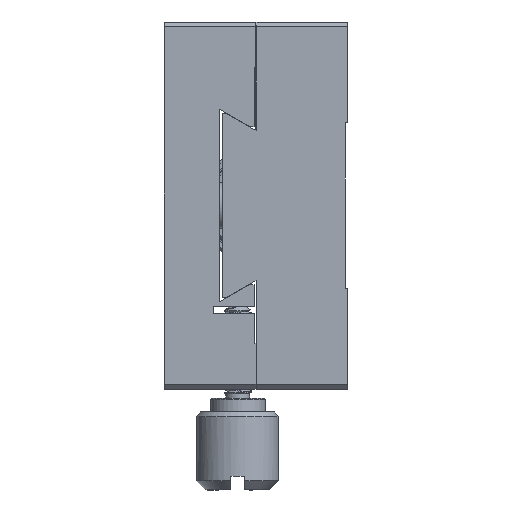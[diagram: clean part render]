
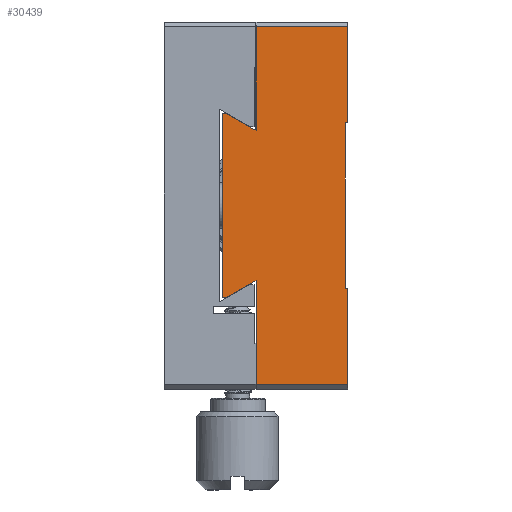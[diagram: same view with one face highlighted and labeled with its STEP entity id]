
A CAD part, left-side view. The second image highlights one B-rep face of the part: STEP entity #30439.
In plain terms, the highlighted planar face has unit normal (-1, 0, 0).
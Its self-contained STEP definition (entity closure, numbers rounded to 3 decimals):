
#1879 = ORIENTED_EDGE ( 'NONE', *, *, #60683, .T. ) ;
#4219 = VERTEX_POINT ( 'NONE', #25862 ) ;
#4946 = LINE ( 'NONE', #59363, #12574 ) ;
#5344 = EDGE_CURVE ( 'NONE', #40117, #5725, #29500, .T. ) ;
#5725 = VERTEX_POINT ( 'NONE', #23933 ) ;
#6244 = CARTESIAN_POINT ( 'NONE',  ( -15.678, 47.356, 69.355 ) ) ;
#6704 = VERTEX_POINT ( 'NONE', #36567 ) ;
#7352 = CARTESIAN_POINT ( 'NONE',  ( -15.678, 60.236, 70.382 ) ) ;
#7552 = VERTEX_POINT ( 'NONE', #52556 ) ;
#8447 = DIRECTION ( 'NONE',  ( 0., 0., -1. ) ) ;
#12574 = VECTOR ( 'NONE', #30589, 1000. ) ;
#12789 = DIRECTION ( 'NONE',  ( 0., 0.866, -0.5 ) ) ;
#13710 = CARTESIAN_POINT ( 'NONE',  ( -15.678, 47.356, 69.355 ) ) ;
#14237 = VERTEX_POINT ( 'NONE', #21200 ) ;
#14506 = PLANE ( 'NONE',  #45902 ) ;
#15514 = VECTOR ( 'NONE', #65793, 1000. ) ;
#15575 = DIRECTION ( 'NONE',  ( 0., 0., 1. ) ) ;
#15853 = EDGE_CURVE ( 'NONE', #25975, #77504, #60124, .T. ) ;
#16751 = LINE ( 'NONE', #51850, #75635 ) ;
#17035 = CARTESIAN_POINT ( 'NONE',  ( -15.678, 47.056, 80.355 ) ) ;
#17104 = LINE ( 'NONE', #29342, #33240 ) ;
#17321 = ORIENTED_EDGE ( 'NONE', *, *, #23156, .F. ) ;
#17837 = VECTOR ( 'NONE', #12789, 1000. ) ;
#18732 = CARTESIAN_POINT ( 'NONE',  ( -15.678, 47.356, 51.355 ) ) ;
#18960 = VECTOR ( 'NONE', #41501, 1000. ) ;
#20240 = VERTEX_POINT ( 'NONE', #47494 ) ;
#20374 = EDGE_CURVE ( 'NONE', #25842, #7552, #66790, .T. ) ;
#21200 = CARTESIAN_POINT ( 'NONE',  ( -15.678, 57.056, 40.855 ) ) ;
#22566 = CARTESIAN_POINT ( 'NONE',  ( -15.678, 47.056, 51.355 ) ) ;
#23156 = EDGE_CURVE ( 'NONE', #14237, #25842, #4946, .T. ) ;
#23933 = CARTESIAN_POINT ( 'NONE',  ( -15.678, 60.756, 70.382 ) ) ;
#25566 = FACE_OUTER_BOUND ( 'NONE', #63897, .T. ) ;
#25842 = VERTEX_POINT ( 'NONE', #64229 ) ;
#25862 = CARTESIAN_POINT ( 'NONE',  ( -15.678, 47.056, 40.855 ) ) ;
#25975 = VERTEX_POINT ( 'NONE', #65400 ) ;
#26196 = ORIENTED_EDGE ( 'NONE', *, *, #20374, .F. ) ;
#27600 = VERTEX_POINT ( 'NONE', #13710 ) ;
#28486 = LINE ( 'NONE', #22566, #18960 ) ;
#28879 = VECTOR ( 'NONE', #77597, 1000. ) ;
#29342 = CARTESIAN_POINT ( 'NONE',  ( -15.678, 60.756, 50.328 ) ) ;
#29500 = LINE ( 'NONE', #53537, #28879 ) ;
#29642 = DIRECTION ( 'NONE',  ( 0., 0., -1. ) ) ;
#30247 = CARTESIAN_POINT ( 'NONE',  ( -15.678, 60.236, 70.382 ) ) ;
#30439 = ADVANCED_FACE ( 'NONE', ( #25566 ), #14506, .F. ) ;
#30589 = DIRECTION ( 'NONE',  ( 0., 0., 1. ) ) ;
#31740 = ORIENTED_EDGE ( 'NONE', *, *, #5344, .F. ) ;
#32798 = ORIENTED_EDGE ( 'NONE', *, *, #54487, .F. ) ;
#33240 = VECTOR ( 'NONE', #53374, 1000. ) ;
#35357 = ORIENTED_EDGE ( 'NONE', *, *, #72735, .T. ) ;
#35448 = ORIENTED_EDGE ( 'NONE', *, *, #15853, .F. ) ;
#36567 = CARTESIAN_POINT ( 'NONE',  ( -15.678, 47.056, 69.355 ) ) ;
#37542 = EDGE_CURVE ( 'NONE', #71229, #25975, #48379, .T. ) ;
#38170 = DIRECTION ( 'NONE',  ( 1., 0., 0. ) ) ;
#38661 = ORIENTED_EDGE ( 'NONE', *, *, #75908, .F. ) ;
#40117 = VERTEX_POINT ( 'NONE', #55066 ) ;
#40349 = VECTOR ( 'NONE', #29642, 1000. ) ;
#40667 = CARTESIAN_POINT ( 'NONE',  ( -15.678, 47.056, 79.855 ) ) ;
#41501 = DIRECTION ( 'NONE',  ( 0., -1., 0. ) ) ;
#41902 = ORIENTED_EDGE ( 'NONE', *, *, #44689, .T. ) ;
#42650 = EDGE_CURVE ( 'NONE', #77504, #53323, #51720, .T. ) ;
#43216 = EDGE_CURVE ( 'NONE', #27600, #6704, #60247, .T. ) ;
#43336 = ORIENTED_EDGE ( 'NONE', *, *, #68673, .F. ) ;
#44309 = ORIENTED_EDGE ( 'NONE', *, *, #59822, .F. ) ;
#44689 = EDGE_CURVE ( 'NONE', #40117, #7552, #17104, .T. ) ;
#45566 = LINE ( 'NONE', #45948, #69084 ) ;
#45902 = AXIS2_PLACEMENT_3D ( 'NONE', #74806, #38170, #49613 ) ;
#45948 = CARTESIAN_POINT ( 'NONE',  ( -15.678, 47.056, 40.855 ) ) ;
#47134 = DIRECTION ( 'NONE',  ( 0., 1., 0. ) ) ;
#47494 = CARTESIAN_POINT ( 'NONE',  ( -15.678, 47.056, 51.355 ) ) ;
#47784 = VECTOR ( 'NONE', #66434, 1000. ) ;
#48332 = CARTESIAN_POINT ( 'NONE',  ( -15.678, 57.056, 80.355 ) ) ;
#48379 = LINE ( 'NONE', #30247, #75495 ) ;
#49613 = DIRECTION ( 'NONE',  ( 0., 0., -1. ) ) ;
#51429 = CARTESIAN_POINT ( 'NONE',  ( -15.678, 47.056, 80.355 ) ) ;
#51720 = LINE ( 'NONE', #57221, #67123 ) ;
#51850 = CARTESIAN_POINT ( 'NONE',  ( -15.678, 47.356, 80.355 ) ) ;
#51907 = CARTESIAN_POINT ( 'NONE',  ( -15.678, 60.756, 70.382 ) ) ;
#52556 = CARTESIAN_POINT ( 'NONE',  ( -15.678, 60.236, 50.328 ) ) ;
#53300 = ORIENTED_EDGE ( 'NONE', *, *, #37542, .F. ) ;
#53323 = VERTEX_POINT ( 'NONE', #40667 ) ;
#53374 = DIRECTION ( 'NONE',  ( 0., -1., 0. ) ) ;
#53537 = CARTESIAN_POINT ( 'NONE',  ( -15.678, 60.756, 80.355 ) ) ;
#54030 = VECTOR ( 'NONE', #70408, 1000. ) ;
#54487 = EDGE_CURVE ( 'NONE', #20240, #4219, #62469, .T. ) ;
#55066 = CARTESIAN_POINT ( 'NONE',  ( -15.678, 60.756, 50.328 ) ) ;
#57221 = CARTESIAN_POINT ( 'NONE',  ( -15.678, 47.056, 79.855 ) ) ;
#59363 = CARTESIAN_POINT ( 'NONE',  ( -15.678, 57.056, 80.355 ) ) ;
#59822 = EDGE_CURVE ( 'NONE', #53323, #6704, #60366, .T. ) ;
#59859 = ORIENTED_EDGE ( 'NONE', *, *, #42650, .F. ) ;
#60124 = LINE ( 'NONE', #48332, #47784 ) ;
#60179 = DIRECTION ( 'NONE',  ( 0., -0.866, -0.5 ) ) ;
#60247 = LINE ( 'NONE', #6244, #15514 ) ;
#60366 = LINE ( 'NONE', #17035, #40349 ) ;
#60683 = EDGE_CURVE ( 'NONE', #72893, #27600, #16751, .T. ) ;
#62410 = CARTESIAN_POINT ( 'NONE',  ( -15.678, 57.056, 52.164 ) ) ;
#62469 = LINE ( 'NONE', #51429, #72882 ) ;
#63897 = EDGE_LOOP ( 'NONE', ( #38661, #1879, #75451, #44309, #59859, #35448, #53300, #35357, #31740, #41902, #26196, #17321, #43336, #32798 ) ) ;
#64229 = CARTESIAN_POINT ( 'NONE',  ( -15.678, 57.056, 52.164 ) ) ;
#65400 = CARTESIAN_POINT ( 'NONE',  ( -15.678, 57.056, 68.545 ) ) ;
#65793 = DIRECTION ( 'NONE',  ( 0., -1., 0. ) ) ;
#66434 = DIRECTION ( 'NONE',  ( 0., 0., 1. ) ) ;
#66790 = LINE ( 'NONE', #62410, #17837 ) ;
#67123 = VECTOR ( 'NONE', #76148, 1000. ) ;
#68673 = EDGE_CURVE ( 'NONE', #4219, #14237, #45566, .T. ) ;
#69084 = VECTOR ( 'NONE', #47134, 1000. ) ;
#69223 = LINE ( 'NONE', #51907, #54030 ) ;
#70408 = DIRECTION ( 'NONE',  ( 0., 1., 0. ) ) ;
#71229 = VERTEX_POINT ( 'NONE', #7352 ) ;
#72735 = EDGE_CURVE ( 'NONE', #71229, #5725, #69223, .T. ) ;
#72882 = VECTOR ( 'NONE', #8447, 1000. ) ;
#72893 = VERTEX_POINT ( 'NONE', #18732 ) ;
#73403 = CARTESIAN_POINT ( 'NONE',  ( -15.678, 57.056, 79.855 ) ) ;
#74806 = CARTESIAN_POINT ( 'NONE',  ( -15.678, 47.056, 80.355 ) ) ;
#75451 = ORIENTED_EDGE ( 'NONE', *, *, #43216, .T. ) ;
#75495 = VECTOR ( 'NONE', #60179, 1000. ) ;
#75635 = VECTOR ( 'NONE', #15575, 1000. ) ;
#75908 = EDGE_CURVE ( 'NONE', #72893, #20240, #28486, .T. ) ;
#76148 = DIRECTION ( 'NONE',  ( 0., -1., 0. ) ) ;
#77504 = VERTEX_POINT ( 'NONE', #73403 ) ;
#77597 = DIRECTION ( 'NONE',  ( 0., 0., 1. ) ) ;
